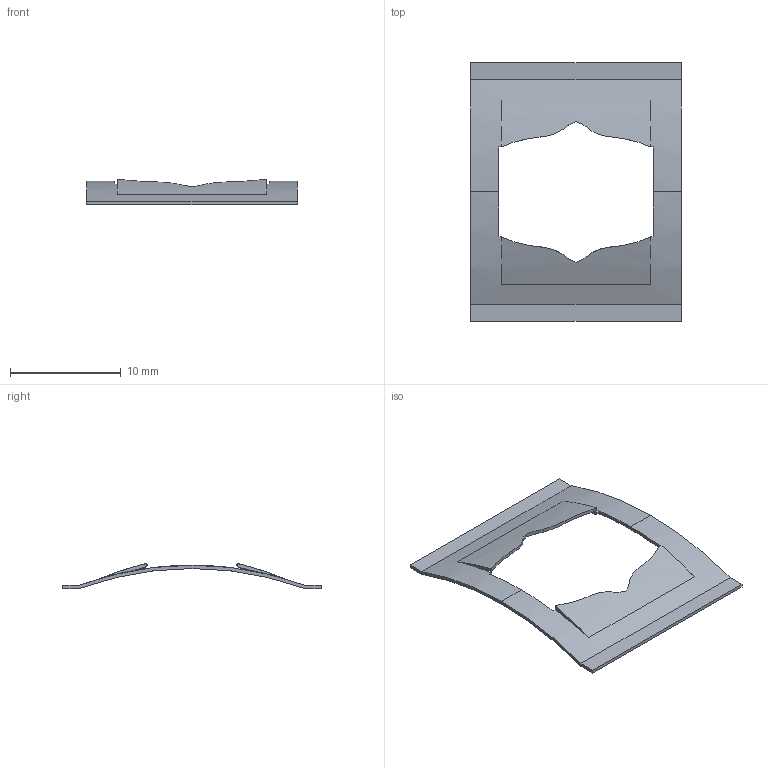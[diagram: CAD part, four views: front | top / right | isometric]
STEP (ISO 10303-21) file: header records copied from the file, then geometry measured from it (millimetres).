
FILE_DESCRIPTION (( 'STEP AP203' ), '1' );
FILE_NAME ('SN0461-C.STEP', '2017-12-27T21:27:27', ( '' ), ( '' ), 'SwSTEP 2.0', 'SolidWorks 2016', '' );
FILE_SCHEMA (( 'CONFIG_CONTROL_DESIGN' ));
Length unit declared in the file: inch
Products named in the file (1): SN0461-C
Bounding box: 19.05 x 23.37 x 2.27 mm (x, y, z)
Volume: 93.7 mm3; surface area: 757.5 mm2
Topology: 2 solids, 2 shells, 59 faces, 173 edges, 116 vertices
Faces by surface type: cylinder 37, plane 22
Entity records: 2162 total; most frequent: CARTESIAN_POINT 547, ORIENTED_EDGE 346, DIRECTION 300, EDGE_CURVE 173, VERTEX_POINT 116, AXIS2_PLACEMENT_3D 114, LINE 72, VECTOR 72
